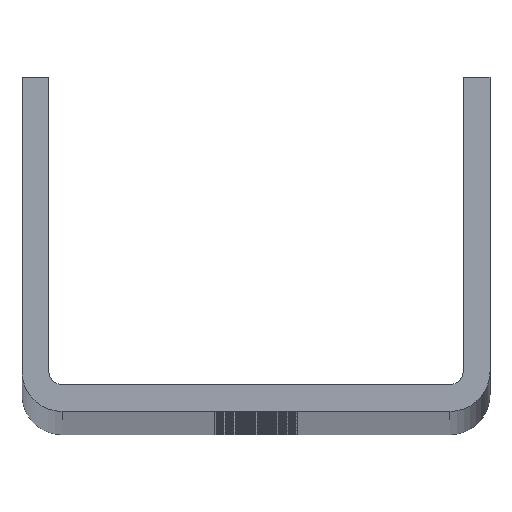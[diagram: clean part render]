
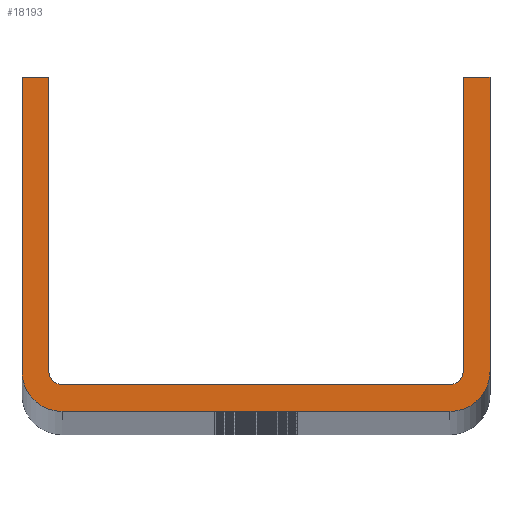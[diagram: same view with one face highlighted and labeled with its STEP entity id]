
A CAD part, top view. The second image highlights one B-rep face of the part: STEP entity #18193.
In plain terms, the highlighted planar face has unit normal (0, 0, 1).
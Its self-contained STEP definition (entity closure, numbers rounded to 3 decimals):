
#122 = AXIS2_PLACEMENT_3D ( 'NONE', #1514, #18098, #3343 ) ;
#973 = VERTEX_POINT ( 'NONE', #9520 ) ;
#1083 = CARTESIAN_POINT ( 'NONE',  ( -29., 6., 2000. ) ) ;
#1514 = CARTESIAN_POINT ( 'NONE',  ( -29., 6., 2000. ) ) ;
#1755 = DIRECTION ( 'NONE',  ( 1., 0., 0. ) ) ;
#1888 = CARTESIAN_POINT ( 'NONE',  ( 31., 50., 2000. ) ) ;
#1920 = ORIENTED_EDGE ( 'NONE', *, *, #13814, .F. ) ;
#1977 = VERTEX_POINT ( 'NONE', #16135 ) ;
#2024 = AXIS2_PLACEMENT_3D ( 'NONE', #5891, #17392, #12504 ) ;
#2104 = DIRECTION ( 'NONE',  ( 0., 0., 1. ) ) ;
#2109 = DIRECTION ( 'NONE',  ( 1., 0., 0. ) ) ;
#2334 = ORIENTED_EDGE ( 'NONE', *, *, #8089, .T. ) ;
#2803 = DIRECTION ( 'NONE',  ( 0., 0., 1. ) ) ;
#2928 = CARTESIAN_POINT ( 'NONE',  ( -35., 50., 2000. ) ) ;
#2963 = VERTEX_POINT ( 'NONE', #20081 ) ;
#2986 = ORIENTED_EDGE ( 'NONE', *, *, #8548, .F. ) ;
#3125 = ORIENTED_EDGE ( 'NONE', *, *, #11982, .T. ) ;
#3307 = CARTESIAN_POINT ( 'NONE',  ( 35., 6., 2000. ) ) ;
#3343 = DIRECTION ( 'NONE',  ( 1., 0., 0. ) ) ;
#3370 = LINE ( 'NONE', #13235, #17200 ) ;
#3432 = LINE ( 'NONE', #10032, #6171 ) ;
#3582 = EDGE_CURVE ( 'NONE', #3853, #2963, #21434, .T. ) ;
#3853 = VERTEX_POINT ( 'NONE', #10440 ) ;
#4155 = CARTESIAN_POINT ( 'NONE',  ( 31., 6., 2000. ) ) ;
#4270 = VERTEX_POINT ( 'NONE', #6711 ) ;
#4295 = EDGE_CURVE ( 'NONE', #9088, #14619, #16044, .T. ) ;
#4537 = LINE ( 'NONE', #2928, #16553 ) ;
#4586 = ORIENTED_EDGE ( 'NONE', *, *, #4295, .T. ) ;
#4600 = CARTESIAN_POINT ( 'NONE',  ( -35., 50., 2000. ) ) ;
#4882 = DIRECTION ( 'NONE',  ( 0., 0., 1. ) ) ;
#5197 = CARTESIAN_POINT ( 'NONE',  ( 29., 4., 2000. ) ) ;
#5241 = LINE ( 'NONE', #1888, #8242 ) ;
#5455 = FACE_OUTER_BOUND ( 'NONE', #17975, .T. ) ;
#5891 = CARTESIAN_POINT ( 'NONE',  ( 29., 6., 2000. ) ) ;
#5953 = VERTEX_POINT ( 'NONE', #5197 ) ;
#6125 = DIRECTION ( 'NONE',  ( 0., -1., 0. ) ) ;
#6171 = VECTOR ( 'NONE', #16662, 1000. ) ;
#6281 = DIRECTION ( 'NONE',  ( 0., -1., 0. ) ) ;
#6334 = VECTOR ( 'NONE', #6125, 1000. ) ;
#6349 = ORIENTED_EDGE ( 'NONE', *, *, #3582, .F. ) ;
#6711 = CARTESIAN_POINT ( 'NONE',  ( 35., 50., 2000. ) ) ;
#6746 = CARTESIAN_POINT ( 'NONE',  ( 29., 6., 2000. ) ) ;
#6805 = ORIENTED_EDGE ( 'NONE', *, *, #15450, .F. ) ;
#6866 = CIRCLE ( 'NONE', #2024, 6. ) ;
#6982 = DIRECTION ( 'NONE',  ( 1., 0., 0. ) ) ;
#7095 = PLANE ( 'NONE',  #18841 ) ;
#7856 = VECTOR ( 'NONE', #9904, 1000. ) ;
#8089 = EDGE_CURVE ( 'NONE', #15721, #4270, #18175, .T. ) ;
#8242 = VECTOR ( 'NONE', #8484, 1000. ) ;
#8484 = DIRECTION ( 'NONE',  ( 1., 0., 0. ) ) ;
#8548 = EDGE_CURVE ( 'NONE', #2963, #14993, #17253, .T. ) ;
#8980 = VERTEX_POINT ( 'NONE', #4600 ) ;
#9088 = VERTEX_POINT ( 'NONE', #14803 ) ;
#9520 = CARTESIAN_POINT ( 'NONE',  ( 31., 6., 2000. ) ) ;
#9904 = DIRECTION ( 'NONE',  ( 0., 1., 0. ) ) ;
#10032 = CARTESIAN_POINT ( 'NONE',  ( -35., 50., 2000. ) ) ;
#10133 = VECTOR ( 'NONE', #2109, 1000. ) ;
#10291 = ORIENTED_EDGE ( 'NONE', *, *, #15633, .F. ) ;
#10367 = ORIENTED_EDGE ( 'NONE', *, *, #14221, .F. ) ;
#10387 = EDGE_CURVE ( 'NONE', #1977, #15721, #6866, .T. ) ;
#10440 = CARTESIAN_POINT ( 'NONE',  ( -31., 50., 2000. ) ) ;
#10754 = DIRECTION ( 'NONE',  ( 0., 1., 0. ) ) ;
#10861 = LINE ( 'NONE', #4155, #12812 ) ;
#11692 = AXIS2_PLACEMENT_3D ( 'NONE', #1083, #2803, #13986 ) ;
#11982 = EDGE_CURVE ( 'NONE', #14619, #1977, #13713, .T. ) ;
#11998 = CARTESIAN_POINT ( 'NONE',  ( -29., 4., 2000. ) ) ;
#12504 = DIRECTION ( 'NONE',  ( 1., 0., 0. ) ) ;
#12812 = VECTOR ( 'NONE', #10754, 1000. ) ;
#13235 = CARTESIAN_POINT ( 'NONE',  ( -29., 4., 2000. ) ) ;
#13352 = CARTESIAN_POINT ( 'NONE',  ( 35., 6., 2000. ) ) ;
#13388 = EDGE_CURVE ( 'NONE', #8980, #9088, #4537, .T. ) ;
#13713 = LINE ( 'NONE', #15556, #10133 ) ;
#13814 = EDGE_CURVE ( 'NONE', #8980, #3853, #3432, .T. ) ;
#13857 = VERTEX_POINT ( 'NONE', #18190 ) ;
#13986 = DIRECTION ( 'NONE',  ( 1., 0., 0. ) ) ;
#14221 = EDGE_CURVE ( 'NONE', #13857, #4270, #5241, .T. ) ;
#14619 = VERTEX_POINT ( 'NONE', #14971 ) ;
#14803 = CARTESIAN_POINT ( 'NONE',  ( -35., 6., 2000. ) ) ;
#14971 = CARTESIAN_POINT ( 'NONE',  ( -29., 0., 2000. ) ) ;
#14993 = VERTEX_POINT ( 'NONE', #11998 ) ;
#15046 = ORIENTED_EDGE ( 'NONE', *, *, #13388, .T. ) ;
#15398 = CIRCLE ( 'NONE', #20597, 2. ) ;
#15450 = EDGE_CURVE ( 'NONE', #973, #13857, #10861, .T. ) ;
#15556 = CARTESIAN_POINT ( 'NONE',  ( -29., 0., 2000. ) ) ;
#15633 = EDGE_CURVE ( 'NONE', #5953, #973, #15398, .T. ) ;
#15721 = VERTEX_POINT ( 'NONE', #13352 ) ;
#16044 = CIRCLE ( 'NONE', #122, 6. ) ;
#16135 = CARTESIAN_POINT ( 'NONE',  ( 29., 0., 2000. ) ) ;
#16247 = ORIENTED_EDGE ( 'NONE', *, *, #17358, .F. ) ;
#16553 = VECTOR ( 'NONE', #6281, 1000. ) ;
#16662 = DIRECTION ( 'NONE',  ( 1., 0., 0. ) ) ;
#16968 = CARTESIAN_POINT ( 'NONE',  ( 29., 6., 2000. ) ) ;
#17200 = VECTOR ( 'NONE', #19869, 1000. ) ;
#17253 = CIRCLE ( 'NONE', #11692, 2. ) ;
#17358 = EDGE_CURVE ( 'NONE', #14993, #5953, #3370, .T. ) ;
#17392 = DIRECTION ( 'NONE',  ( 0., 0., 1. ) ) ;
#17738 = CARTESIAN_POINT ( 'NONE',  ( -31., 50., 2000. ) ) ;
#17975 = EDGE_LOOP ( 'NONE', ( #2334, #10367, #6805, #10291, #16247, #2986, #6349, #1920, #15046, #4586, #3125, #18529 ) ) ;
#18098 = DIRECTION ( 'NONE',  ( 0., 0., 1. ) ) ;
#18175 = LINE ( 'NONE', #3307, #7856 ) ;
#18190 = CARTESIAN_POINT ( 'NONE',  ( 31., 50., 2000. ) ) ;
#18193 = ADVANCED_FACE ( 'NONE', ( #5455 ), #7095, .T. ) ;
#18529 = ORIENTED_EDGE ( 'NONE', *, *, #10387, .T. ) ;
#18841 = AXIS2_PLACEMENT_3D ( 'NONE', #16968, #2104, #6982 ) ;
#19869 = DIRECTION ( 'NONE',  ( 1., 0., 0. ) ) ;
#20081 = CARTESIAN_POINT ( 'NONE',  ( -31., 6., 2000. ) ) ;
#20597 = AXIS2_PLACEMENT_3D ( 'NONE', #6746, #4882, #1755 ) ;
#21434 = LINE ( 'NONE', #17738, #6334 ) ;
